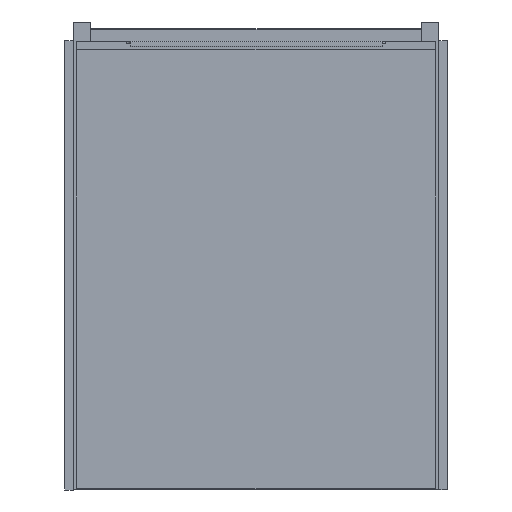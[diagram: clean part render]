
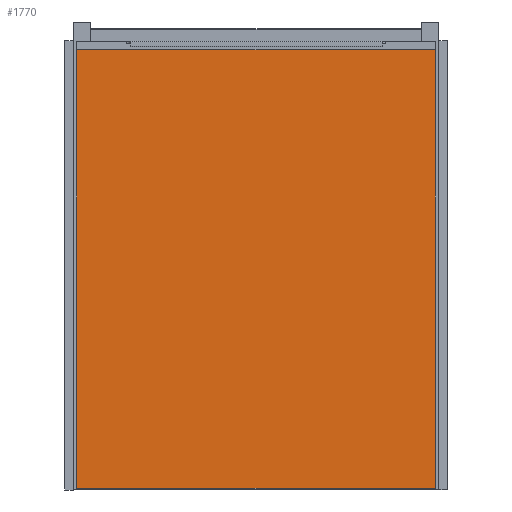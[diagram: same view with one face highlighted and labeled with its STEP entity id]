
A CAD part, front view. The second image highlights one B-rep face of the part: STEP entity #1770.
In plain terms, the highlighted planar face has unit normal (0, -1, 0).
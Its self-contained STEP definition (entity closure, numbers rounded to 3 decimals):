
#132=FACE_OUTER_BOUND('',#237,.T.);
#237=EDGE_LOOP('',(#1225,#1226,#1227,#1228));
#354=LINE('',#2611,#556);
#356=LINE('',#2617,#558);
#361=LINE('',#2625,#563);
#362=LINE('',#2627,#564);
#556=VECTOR('',#2083,329.);
#558=VECTOR('',#2087,329.);
#563=VECTOR('',#2096,402.);
#564=VECTOR('',#2099,402.);
#748=VERTEX_POINT('',#2605);
#750=VERTEX_POINT('',#2609);
#751=VERTEX_POINT('',#2613);
#753=VERTEX_POINT('',#2616);
#930=EDGE_CURVE('',#748,#750,#354,.T.);
#932=EDGE_CURVE('',#753,#751,#356,.T.);
#937=EDGE_CURVE('',#750,#753,#361,.T.);
#938=EDGE_CURVE('',#748,#751,#362,.T.);
#1225=ORIENTED_EDGE('',*,*,#938,.F.);
#1226=ORIENTED_EDGE('',*,*,#930,.T.);
#1227=ORIENTED_EDGE('',*,*,#937,.T.);
#1228=ORIENTED_EDGE('',*,*,#932,.T.);
#1693=PLANE('',#1885);
#1770=ADVANCED_FACE('',(#132),#1693,.T.);
#1885=AXIS2_PLACEMENT_3D('',#2626,#2097,#2098);
#2083=DIRECTION('',(-1.,0.,0.));
#2087=DIRECTION('',(1.,0.,0.));
#2096=DIRECTION('',(0.,0.,-1.));
#2097=DIRECTION('center_axis',(0.,-1.,0.));
#2098=DIRECTION('ref_axis',(0.,0.,-1.));
#2099=DIRECTION('',(0.,0.,-1.));
#2605=CARTESIAN_POINT('',(340.,-293.,403.5));
#2609=CARTESIAN_POINT('',(11.,-293.,403.5));
#2611=CARTESIAN_POINT('',(175.5,-293.,403.5));
#2613=CARTESIAN_POINT('',(340.,-293.,1.5));
#2616=CARTESIAN_POINT('',(11.,-293.,1.5));
#2617=CARTESIAN_POINT('',(175.5,-293.,1.5));
#2625=CARTESIAN_POINT('',(11.,-293.,202.5));
#2626=CARTESIAN_POINT('Origin',(175.5,-293.,202.5));
#2627=CARTESIAN_POINT('',(340.,-293.,202.5));
